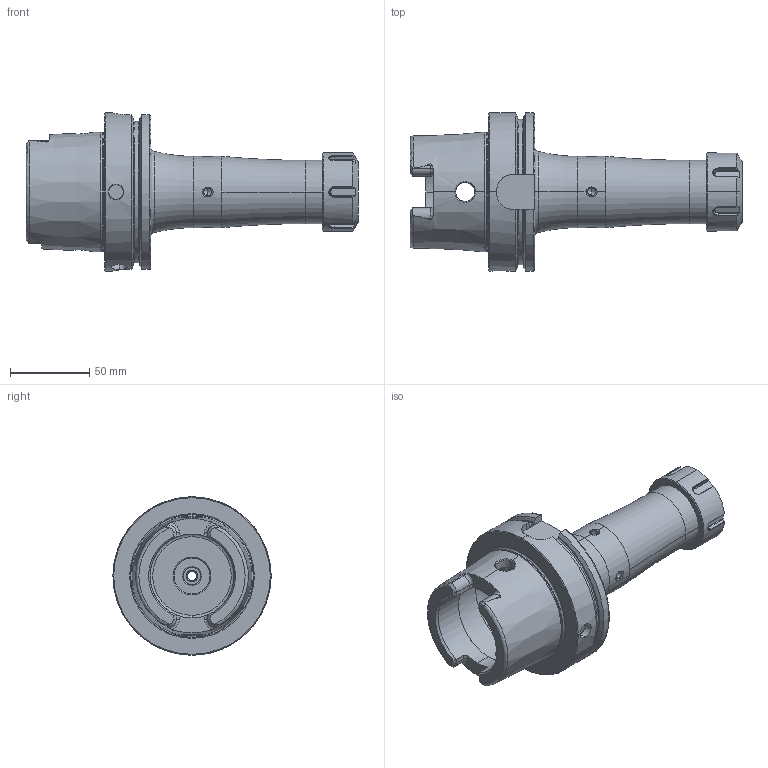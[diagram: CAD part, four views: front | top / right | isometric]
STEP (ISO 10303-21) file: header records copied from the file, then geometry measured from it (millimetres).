
FILE_DESCRIPTION (( 'STEP AP203' ), '1' );
FILE_NAME ('HA0.E32.K01.160.STEP', '2018-02-16T11:06:42', ( 'SWIAdmin' ), ( 'Hewlett-Packard Company' ), 'SwSTEP 2.0', 'SolidWorks 2017', '' );
FILE_SCHEMA (( 'CONFIG_CONTROL_DESIGN' ));
Length unit declared in the file: millimetre
Products named in the file (4): HA0-E32.K01.160_C_Fertigbearbeitung; ERU-AN5.K01.020_A; E32-ER1.001.022; HA0.E32.K01.160
Assembly tree (3 placements, depth 2):
  HA0.E32.K01.160
    HA0-E32.K01.160_C_Fertigbearbeitung
    ERU-AN5.K01.020_A
    E32-ER1.001.022
Bounding box: 209.9 x 100 x 100 mm (x, y, z)
Volume: 415402.3 mm3; surface area: 80967.7 mm2
Topology: 3 solids, 3 shells, 339 faces, 851 edges, 515 vertices
Faces by surface type: plane 126, cone 83, cylinder 81, torus 45, bspline 4
Entity records: 12417 total; most frequent: CARTESIAN_POINT 4124, ORIENTED_EDGE 1686, DIRECTION 1629, EDGE_CURVE 843, AXIS2_PLACEMENT_3D 640, VERTEX_POINT 515, EDGE_LOOP 354, LINE 349
